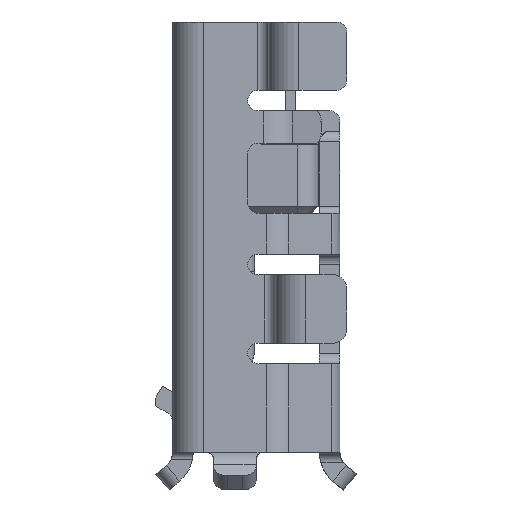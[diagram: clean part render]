
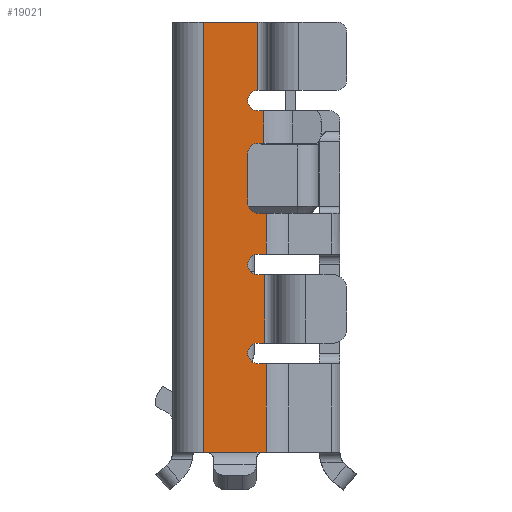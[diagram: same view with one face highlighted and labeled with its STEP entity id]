
A CAD part, left-side view. The second image highlights one B-rep face of the part: STEP entity #19021.
In plain terms, the highlighted planar face has unit normal (-1, 0, 0).
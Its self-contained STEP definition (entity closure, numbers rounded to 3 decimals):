
#1512=DIRECTION('',(0.,-1.,0.));
#1513=VECTOR('',#1512,0.8);
#1514=CARTESIAN_POINT('',(-3.75,-0.45,3.375));
#1515=LINE('7359',#1514,#1513);
#2640=DIRECTION('',(0.,-1.,0.));
#2641=VECTOR('',#2640,0.124);
#2642=CARTESIAN_POINT('',(-3.75,-1.25,0.575));
#2643=LINE('7112',#2642,#2641);
#2791=DIRECTION('',(0.,1.,0.));
#2792=VECTOR('',#2791,0.124);
#2793=CARTESIAN_POINT('',(-3.75,-1.374,-0.025));
#2794=LINE('7050',#2793,#2792);
#3440=DIRECTION('',(0.,-1.,0.));
#3441=VECTOR('',#3440,0.124);
#3442=CARTESIAN_POINT('',(-3.75,-1.25,-1.625));
#3443=LINE('7070',#3442,#3441);
#3461=DIRECTION('',(0.,1.,0.));
#3462=VECTOR('',#3461,0.1);
#3463=CARTESIAN_POINT('',(-3.75,-1.35,-1.325));
#3464=LINE('7075',#3463,#3462);
#3514=CARTESIAN_POINT('',(-3.75,-1.25,1.45));
#3515=DIRECTION('',(1.,0.,0.));
#3516=DIRECTION('',(0.,1.,0.));
#3517=AXIS2_PLACEMENT_3D('',#3514,#3515,#3516);
#3522=CARTESIAN_POINT('',(-3.75,-1.25,0.725));
#3523=DIRECTION('',(1.,0.,0.));
#3524=DIRECTION('',(0.,0.,-1.));
#3525=AXIS2_PLACEMENT_3D('',#3522,#3523,#3524);
#3530=CARTESIAN_POINT('',(-3.75,-1.25,-0.175));
#3531=DIRECTION('',(1.,0.,0.));
#3532=DIRECTION('',(0.,1.,0.));
#3533=AXIS2_PLACEMENT_3D('',#3530,#3531,#3532);
#3538=CARTESIAN_POINT('',(-3.75,-1.25,-0.175));
#3539=DIRECTION('',(1.,0.,0.));
#3540=DIRECTION('',(0.,0.,-1.));
#3541=AXIS2_PLACEMENT_3D('',#3538,#3539,#3540);
#3546=DIRECTION('',(0.,1.,0.));
#3547=VECTOR('',#3546,0.1);
#3548=CARTESIAN_POINT('',(-3.75,-1.35,-0.325));
#3549=LINE('7379',#3548,#3547);
#3553=CARTESIAN_POINT('',(-3.75,-1.25,-1.475));
#3554=DIRECTION('',(1.,0.,0.));
#3555=DIRECTION('',(0.,1.,0.));
#3556=AXIS2_PLACEMENT_3D('',#3553,#3554,#3555);
#3561=CARTESIAN_POINT('',(-3.75,-1.25,-1.475));
#3562=DIRECTION('',(1.,0.,0.));
#3563=DIRECTION('',(0.,0.,-1.));
#3564=AXIS2_PLACEMENT_3D('',#3561,#3562,#3563);
#3569=CARTESIAN_POINT('',(-3.75,-1.25,2.225));
#3570=DIRECTION('',(1.,0.,0.));
#3571=DIRECTION('',(0.,1.,0.));
#3572=AXIS2_PLACEMENT_3D('',#3569,#3570,#3571);
#3577=CARTESIAN_POINT('',(-3.75,-1.25,2.225));
#3578=DIRECTION('',(1.,0.,0.));
#3579=DIRECTION('',(0.,0.,-1.));
#3580=AXIS2_PLACEMENT_3D('',#3577,#3578,#3579);
#3585=DIRECTION('',(0.,0.,-1.));
#3586=VECTOR('',#3585,0.475);
#3587=CARTESIAN_POINT('',(-3.75,-1.336,2.075));
#3588=LINE('7822',#3587,#3586);
#3737=DIRECTION('',(0.,-1.,0.));
#3738=VECTOR('',#3737,0.086);
#3739=CARTESIAN_POINT('',(-3.75,-1.25,2.075));
#3740=LINE('7748',#3739,#3738);
#4879=DIRECTION('',(0.,0.,-1.));
#4880=VECTOR('',#4879,1.);
#4881=CARTESIAN_POINT('',(-3.75,-1.25,3.375));
#4882=LINE('7819',#4881,#4880);
#5015=DIRECTION('',(0.,1.,0.));
#5016=VECTOR('',#5015,0.05);
#5017=CARTESIAN_POINT('',(-3.75,-0.5,
-2.925));
#5018=LINE('7244',#5017,#5016);
#5037=DIRECTION('',(0.,0.,1.));
#5038=VECTOR('',#5037,6.3);
#5039=CARTESIAN_POINT('',(-3.75,-0.45,-2.925));
#5040=LINE('6988',#5039,#5038);
#5084=CARTESIAN_POINT('',(-3.75,-0.5,
-2.925));
#5126=DIRECTION('',(0.,1.,0.));
#5127=VECTOR('',#5126,0.824);
#5128=CARTESIAN_POINT('',(-3.75,-1.324,
-2.925));
#5129=LINE('6994',#5128,#5127);
#5194=DIRECTION('',(0.,1.,0.));
#5195=VECTOR('',#5194,0.05);
#5196=CARTESIAN_POINT('',(-3.75,-1.374,-2.925));
#5197=LINE('6945',#5196,#5195);
#5900=DIRECTION('',(0.,0.,-1.));
#5901=VECTOR('',#5900,1.3);
#5902=CARTESIAN_POINT('',(-3.75,-1.374,-1.625));
#5903=LINE('7039',#5902,#5901);
#6654=DIRECTION('',(0.,0.,-1.));
#6655=VECTOR('',#6654,1.);
#6656=CARTESIAN_POINT('',(-3.75,-1.35,-0.325));
#6657=LINE('7425',#6656,#6655);
#6784=DIRECTION('',(0.,0.,-1.));
#6785=VECTOR('',#6784,0.725);
#6786=CARTESIAN_POINT('',(-3.75,-1.1,1.45));
#6787=LINE('7123',#6786,#6785);
#6834=DIRECTION('',(0.,1.,0.));
#6835=VECTOR('',#6834,0.086);
#6836=CARTESIAN_POINT('',(-3.75,-1.336,1.6));
#6837=LINE('6926',#6836,#6835);
#12798=DIRECTION('',(0.,0.,-1.));
#12799=VECTOR('',#12798,0.6);
#12800=CARTESIAN_POINT('',(-3.75,-1.374,0.575));
#12801=LINE('7042',#12800,#12799);
#14713=CARTESIAN_POINT('',(-3.75,-1.1,-1.475));
#14714=VERTEX_POINT('',#14713);
#14715=CARTESIAN_POINT('',(-3.75,-1.25,-1.325));
#14716=VERTEX_POINT('',#14715);
#14992=CARTESIAN_POINT('',(-3.75,-1.25,-0.025));
#14994=VERTEX_POINT('',#14992);
#14998=CARTESIAN_POINT('',(-3.75,-1.1,-0.175));
#14999=VERTEX_POINT('',#14998);
#15170=CARTESIAN_POINT('',(-3.75,-1.25,1.6));
#15171=VERTEX_POINT('',#15170);
#15172=CARTESIAN_POINT('',(-3.75,-1.336,1.6));
#15173=VERTEX_POINT('',#15172);
#15203=CARTESIAN_POINT('',(-3.75,-1.324,
-2.925));
#15204=VERTEX_POINT('',#15203);
#15205=CARTESIAN_POINT('',(-3.75,-1.374,-2.925));
#15206=VERTEX_POINT('',#15205);
#15267=CARTESIAN_POINT('',(-3.75,-0.45,-2.925));
#15269=VERTEX_POINT('',#15267);
#15273=CARTESIAN_POINT('',(-3.75,-0.45,3.375));
#15274=VERTEX_POINT('',#15273);
#15284=VERTEX_POINT('',#5084);
#15339=CARTESIAN_POINT('',(-3.75,-1.374,-1.625));
#15340=VERTEX_POINT('',#15339);
#15342=CARTESIAN_POINT('',(-3.75,-1.374,-0.025));
#15344=VERTEX_POINT('',#15342);
#15345=CARTESIAN_POINT('',(-3.75,-1.374,0.575));
#15346=VERTEX_POINT('',#15345);
#15391=CARTESIAN_POINT('',(-3.75,-1.25,-1.625));
#15392=VERTEX_POINT('',#15391);
#15397=CARTESIAN_POINT('',(-3.75,-1.35,-1.325));
#15398=VERTEX_POINT('',#15397);
#15442=CARTESIAN_POINT('',(-3.75,-1.25,0.575));
#15443=VERTEX_POINT('',#15442);
#15459=CARTESIAN_POINT('',(-3.75,-1.1,0.725));
#15461=VERTEX_POINT('',#15459);
#15462=CARTESIAN_POINT('',(-3.75,-1.1,1.45));
#15463=VERTEX_POINT('',#15462);
#15478=CARTESIAN_POINT('',(-3.75,-1.25,2.375));
#15479=VERTEX_POINT('',#15478);
#15788=CARTESIAN_POINT('',(-3.75,-1.25,3.375));
#15789=VERTEX_POINT('',#15788);
#15802=CARTESIAN_POINT('',(-3.75,-1.35,-0.325));
#15803=VERTEX_POINT('',#15802);
#15804=CARTESIAN_POINT('',(-3.75,-1.25,-0.325));
#15805=VERTEX_POINT('',#15804);
#16186=CARTESIAN_POINT('',(-3.75,-1.336,2.075));
#16187=VERTEX_POINT('',#16186);
#16188=CARTESIAN_POINT('',(-3.75,-1.25,2.075));
#16189=VERTEX_POINT('',#16188);
#16281=CARTESIAN_POINT('',(-3.75,-1.1,2.225));
#16282=VERTEX_POINT('',#16281);
#18969=CARTESIAN_POINT('',(-3.75,-0.9,2.075));
#18970=DIRECTION('',(-1.,0.,0.));
#18971=DIRECTION('',(0.,1.,0.));
#18972=AXIS2_PLACEMENT_3D('',#18969,#18970,#18971);
#18973=PLANE('8885',#18972);
#18975=ORIENTED_EDGE('7822',*,*,#18974,.T.);
#18977=ORIENTED_EDGE('6926',*,*,#18976,.T.);
#18979=ORIENTED_EDGE('7292',*,*,#18978,.F.);
#18981=ORIENTED_EDGE('7123',*,*,#18980,.T.);
#18983=ORIENTED_EDGE('7814',*,*,#18982,.F.);
#18984=ORIENTED_EDGE('7112',*,*,#18498,.T.);
#18986=ORIENTED_EDGE('7042',*,*,#18985,.T.);
#18987=ORIENTED_EDGE('7050',*,*,#18569,.T.);
#18989=ORIENTED_EDGE('6827',*,*,#18988,.F.);
#18991=ORIENTED_EDGE('7817',*,*,#18990,.F.);
#18993=ORIENTED_EDGE('7379',*,*,#18992,.F.);
#18995=ORIENTED_EDGE('7425',*,*,#18994,.T.);
#18996=ORIENTED_EDGE('7075',*,*,#18944,.T.);
#18997=ORIENTED_EDGE('6658',*,*,#18933,.F.);
#18998=ORIENTED_EDGE('7818',*,*,#18918,.F.);
#18999=ORIENTED_EDGE('7070',*,*,#18903,.T.);
#19001=ORIENTED_EDGE('7039',*,*,#19000,.T.);
#19003=ORIENTED_EDGE('6945',*,*,#19002,.T.);
#19005=ORIENTED_EDGE('6994',*,*,#19004,.T.);
#19007=ORIENTED_EDGE('7244',*,*,#19006,.T.);
#19009=ORIENTED_EDGE('6988',*,*,#19008,.T.);
#19010=ORIENTED_EDGE('7359',*,*,#17809,.T.);
#19012=ORIENTED_EDGE('7819',*,*,#19011,.T.);
#19014=ORIENTED_EDGE('7820',*,*,#19013,.F.);
#19016=ORIENTED_EDGE('7821',*,*,#19015,.F.);
#19018=ORIENTED_EDGE('7748',*,*,#19017,.T.);
#19019=EDGE_LOOP('8885',(#18975,#18977,#18979,#18981,#18983,#18984,#18986,
#18987,#18989,#18991,#18993,#18995,#18996,#18997,#18998,#18999,#19001,#19003,
#19005,#19007,#19009,#19010,#19012,#19014,#19016,#19018));
#19020=FACE_OUTER_BOUND('8885',#19019,.F.);
#3518=CIRCLE('7292',#3517,0.15);
#3526=CIRCLE('7814',#3525,0.15);
#3534=CIRCLE('6827',#3533,0.15);
#3542=CIRCLE('7817',#3541,0.15);
#3557=CIRCLE('6658',#3556,0.15);
#3565=CIRCLE('7818',#3564,0.15);
#3573=CIRCLE('7820',#3572,0.15);
#3581=CIRCLE('7821',#3580,0.15);
#17809=EDGE_CURVE('7359',#15274,#15789,#1515,.T.);
#18498=EDGE_CURVE('7112',#15443,#15346,#2643,.T.);
#18569=EDGE_CURVE('7050',#15344,#14994,#2794,.T.);
#18903=EDGE_CURVE('7070',#15392,#15340,#3443,.T.);
#18918=EDGE_CURVE('7818',#15392,#14714,#3565,.T.);
#18933=EDGE_CURVE('6658',#14714,#14716,#3557,.T.);
#18944=EDGE_CURVE('7075',#15398,#14716,#3464,.T.);
#18974=EDGE_CURVE('7822',#16187,#15173,#3588,.T.);
#18976=EDGE_CURVE('6926',#15173,#15171,#6837,.T.);
#18978=EDGE_CURVE('7292',#15463,#15171,#3518,.T.);
#18980=EDGE_CURVE('7123',#15463,#15461,#6787,.T.);
#18982=EDGE_CURVE('7814',#15443,#15461,#3526,.T.);
#18985=EDGE_CURVE('7042',#15346,#15344,#12801,.T.);
#18988=EDGE_CURVE('6827',#14999,#14994,#3534,.T.);
#18990=EDGE_CURVE('7817',#15805,#14999,#3542,.T.);
#18992=EDGE_CURVE('7379',#15803,#15805,#3549,.T.);
#18994=EDGE_CURVE('7425',#15803,#15398,#6657,.T.);
#19000=EDGE_CURVE('7039',#15340,#15206,#5903,.T.);
#19002=EDGE_CURVE('6945',#15206,#15204,#5197,.T.);
#19004=EDGE_CURVE('6994',#15204,#15284,#5129,.T.);
#19006=EDGE_CURVE('7244',#15284,#15269,#5018,.T.);
#19008=EDGE_CURVE('6988',#15269,#15274,#5040,.T.);
#19011=EDGE_CURVE('7819',#15789,#15479,#4882,.T.);
#19013=EDGE_CURVE('7820',#16282,#15479,#3573,.T.);
#19015=EDGE_CURVE('7821',#16189,#16282,#3581,.T.);
#19017=EDGE_CURVE('7748',#16189,#16187,#3740,.T.);
#19021=ADVANCED_FACE('8885',(#19020),#18973,.T.);
